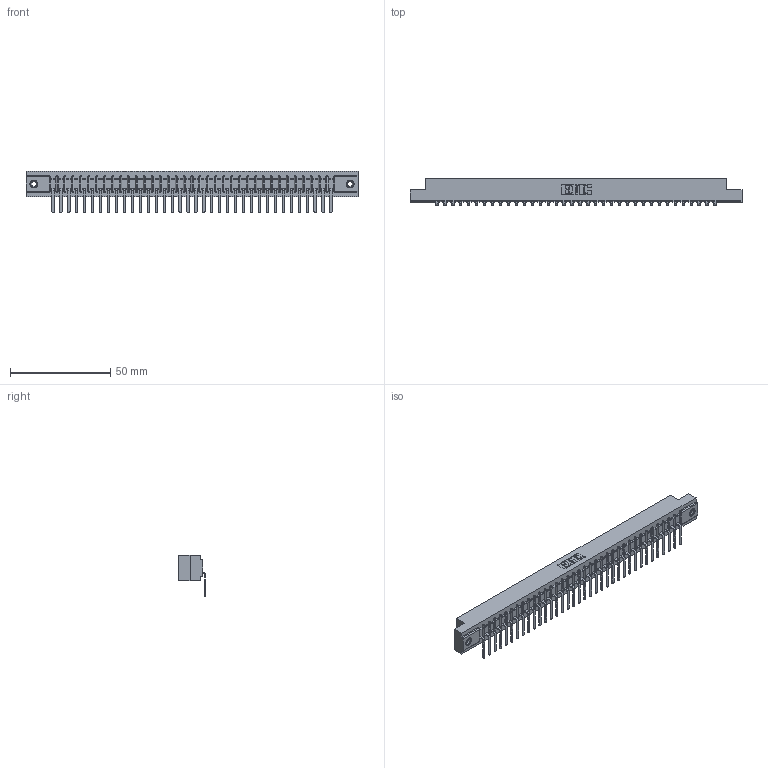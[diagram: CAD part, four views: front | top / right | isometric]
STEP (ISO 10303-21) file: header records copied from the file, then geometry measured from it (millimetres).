
FILE_DESCRIPTION (( 'STEP AP203' ), '1' );
FILE_NAME ('357-036-457-108.STEP', '2020-10-02T17:55:09', ( '' ), ( '' ), 'SwSTEP 2.0', 'SolidWorks 2020', '' );
FILE_SCHEMA (( 'CONFIG_CONTROL_DESIGN' ));
Length unit declared in the file: inch
Products named in the file (4): 307 Part_.156 Dia Mounting Holes; 357-036-457-108; 307-290-002_557; 345-250-001_345-250-003-102
Assembly tree (39 placements, depth 2):
  357-036-457-108
    307 Part_.156 Dia Mounting Holes
    307-290-002_557  x36
    345-250-001_345-250-003-102  x2
Bounding box: 165.66 x 13.32 x 20.66 mm (x, y, z)
Volume: 17773.5 mm3; surface area: 22867.3 mm2
Topology: 39 solids, 39 shells, 3023 faces, 9243 edges, 6054 vertices
Faces by surface type: plane 1794, cylinder 1139, sphere 74, cone 12, torus 4
Entity records: 33641 total; most frequent: CARTESIAN_POINT 5655, ORIENTED_EDGE 5638, DIRECTION 5507, EDGE_CURVE 2819, LINE 2155, VECTOR 2155, VERTEX_POINT 1824, AXIS2_PLACEMENT_3D 1676
